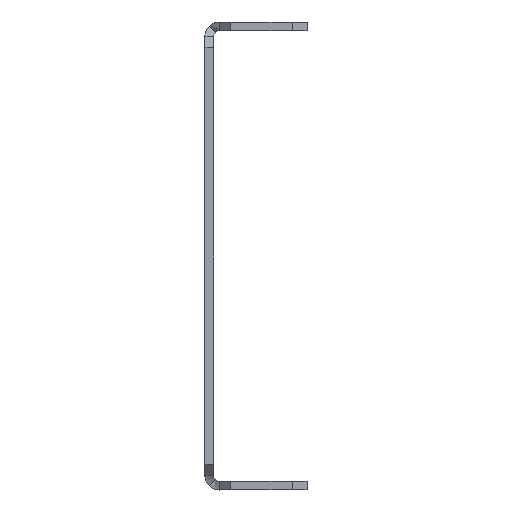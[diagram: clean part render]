
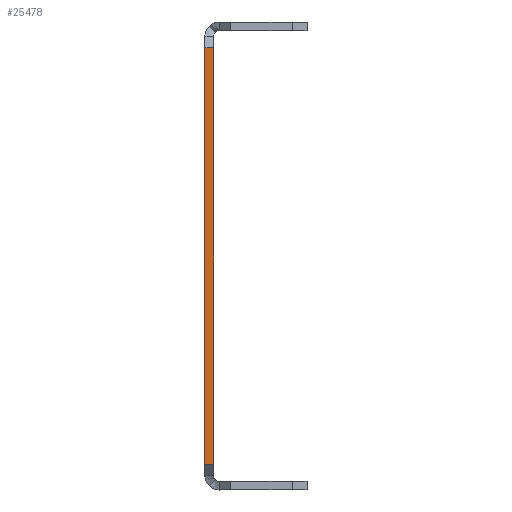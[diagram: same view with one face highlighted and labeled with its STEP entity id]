
A CAD part, left-side view. The second image highlights one B-rep face of the part: STEP entity #25478.
In plain terms, the highlighted planar face has unit normal (-1, 0, 0).
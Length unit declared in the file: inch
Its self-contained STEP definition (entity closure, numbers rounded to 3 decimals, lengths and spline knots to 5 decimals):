
#2231=FACE_OUTER_BOUND('',#3461,.T.);
#3461=EDGE_LOOP('',(#16113,#16114,#16115,#16116));
#4977=LINE('',#36652,#7481);
#4978=LINE('',#36654,#7482);
#4979=LINE('',#36656,#7483);
#4980=LINE('',#36657,#7484);
#7481=VECTOR('',#29208,0.046);
#7482=VECTOR('',#29209,0.3937);
#7483=VECTOR('',#29210,0.046);
#7484=VECTOR('',#29211,0.3937);
#9985=VERTEX_POINT('',#36650);
#9986=VERTEX_POINT('',#36651);
#9987=VERTEX_POINT('',#36653);
#9988=VERTEX_POINT('',#36655);
#12429=EDGE_CURVE('',#9985,#9986,#4977,.T.);
#12430=EDGE_CURVE('',#9985,#9987,#4978,.T.);
#12431=EDGE_CURVE('',#9988,#9987,#4979,.T.);
#12432=EDGE_CURVE('',#9988,#9986,#4980,.T.);
#16113=ORIENTED_EDGE('',*,*,#12429,.F.);
#16114=ORIENTED_EDGE('',*,*,#12430,.T.);
#16115=ORIENTED_EDGE('',*,*,#12431,.F.);
#16116=ORIENTED_EDGE('',*,*,#12432,.T.);
#23475=PLANE('',#26728);
#25478=ADVANCED_FACE('',(#2231),#23475,.T.);
#26728=AXIS2_PLACEMENT_3D('',#36649,#29206,#29207);
#29206=DIRECTION('center_axis',(-1.,0.,0.));
#29207=DIRECTION('ref_axis',(0.,0.,-1.));
#29208=DIRECTION('',(0.,-1.,0.));
#29209=DIRECTION('',(0.,0.,-1.));
#29210=DIRECTION('',(0.,1.,0.));
#29211=DIRECTION('',(0.,0.,1.));
#36649=CARTESIAN_POINT('Origin',(1.45806,0.046,0.79554));
#36650=CARTESIAN_POINT('',(1.45806,0.046,0.47639));
#36651=CARTESIAN_POINT('',(1.45806,0.,0.47639));
#36652=CARTESIAN_POINT('',(1.45806,0.046,0.47639));
#36653=CARTESIAN_POINT('',(1.45806,0.046,-1.748));
#36654=CARTESIAN_POINT('',(1.45806,0.046,-0.54513));
#36655=CARTESIAN_POINT('',(1.45806,0.,-1.748));
#36656=CARTESIAN_POINT('',(1.45806,0.,-1.748));
#36657=CARTESIAN_POINT('',(1.45806,0.,-0.54513));
